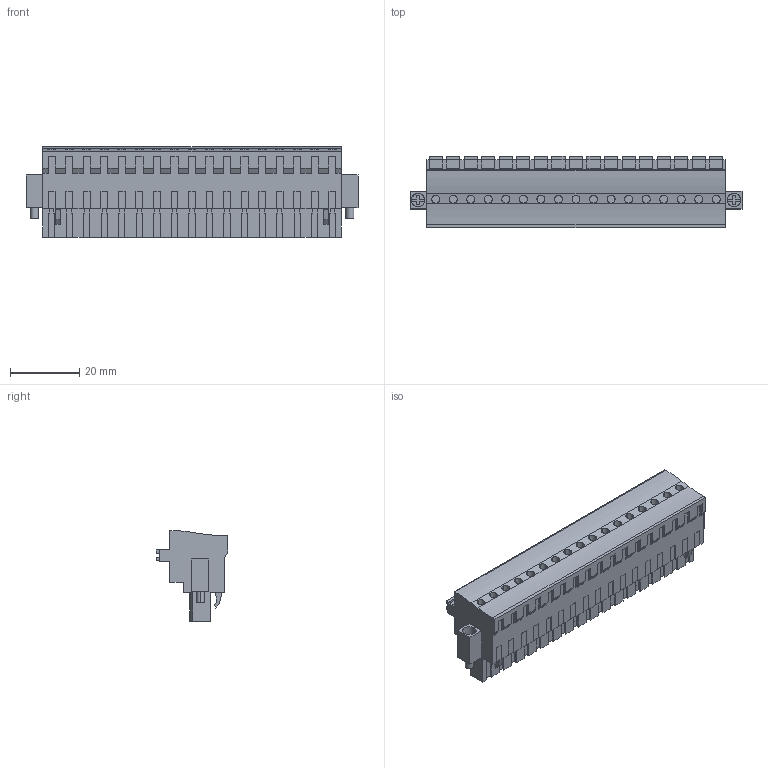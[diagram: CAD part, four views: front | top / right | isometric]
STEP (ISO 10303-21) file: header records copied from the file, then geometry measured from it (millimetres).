
FILE_DESCRIPTION(('CATIA V5 STEP Exchange','CAx-IF Rec.Pracs.--- Model Styling and Organization---1.2---2011-12-15'),'2;1');
FILE_NAME ('D1461187_0_1983040000_1983040000.stp','2017-10-30T15:22:24+00:00',('none'),('Weidmueller'),'CATIA Version 5-6 Release 2014','CATIA V5 STEP AP214','none');
FILE_SCHEMA(('AUTOMOTIVE_DESIGN { 1 0 10303 214 1 1 1 1 }'));
Length unit declared in the file: millimetre
Products named in the file (1): 1983040000
Bounding box: 96.16 x 20.64 x 26.24 mm (x, y, z)
Volume: 25899.6 mm3; surface area: 12882.3 mm2
Topology: 20 solids, 20 shells, 1220 faces, 3386 edges, 2282 vertices
Faces by surface type: plane 1027, cylinder 193
Entity records: 35261 total; most frequent: ORIENTED_EDGE 6772, CARTESIAN_POINT 6515, DIRECTION 4500, EDGE_CURVE 3386, VECTOR 2992, LINE 2992, VERTEX_POINT 2282, EDGE_LOOP 1300
